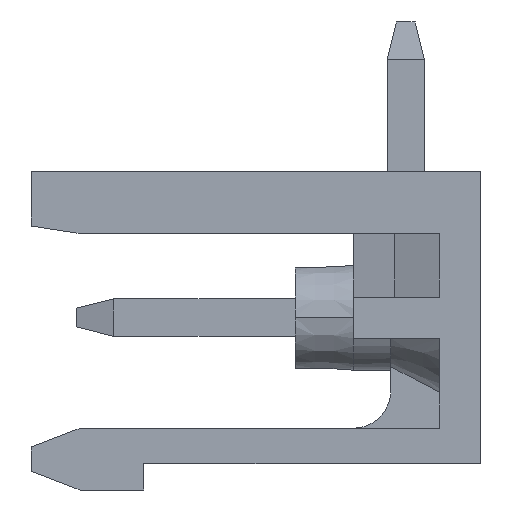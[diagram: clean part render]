
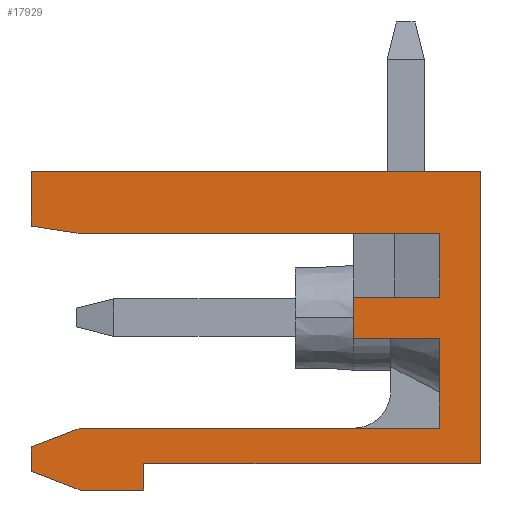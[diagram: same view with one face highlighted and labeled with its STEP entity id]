
A CAD part, left-side view. The second image highlights one B-rep face of the part: STEP entity #17929.
In plain terms, the highlighted planar face has unit normal (-1, 0, 0).
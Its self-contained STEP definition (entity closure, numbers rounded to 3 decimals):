
#856 = VERTEX_POINT('',#857);
#857 = CARTESIAN_POINT('',(-35.,12.,-7.56));
#863 = EDGE_CURVE('',#856,#864,#866,.T.);
#864 = VERTEX_POINT('',#865);
#865 = CARTESIAN_POINT('',(-35.,0.,-7.56));
#866 = LINE('',#867,#868);
#867 = CARTESIAN_POINT('',(-35.,12.,-7.56));
#868 = VECTOR('',#869,1.);
#869 = DIRECTION('',(0.,-1.,0.));
#1304 = VERTEX_POINT('',#1305);
#1305 = CARTESIAN_POINT('',(-35.,12.,-9.01));
#1311 = EDGE_CURVE('',#1304,#856,#1312,.T.);
#1312 = LINE('',#1313,#1314);
#1313 = CARTESIAN_POINT('',(-35.,12.,-16.06));
#1314 = VECTOR('',#1315,1.);
#1315 = DIRECTION('',(0.,0.,1.));
#1559 = VERTEX_POINT('',#1560);
#1560 = CARTESIAN_POINT('',(-35.,3.4,-12.01));
#1566 = EDGE_CURVE('',#1567,#1559,#1569,.T.);
#1567 = VERTEX_POINT('',#1568);
#1568 = CARTESIAN_POINT('',(-35.,3.4,-10.91));
#1569 = LINE('',#1570,#1571);
#1570 = CARTESIAN_POINT('',(-35.,3.4,-9.21));
#1571 = VECTOR('',#1572,1.);
#1572 = DIRECTION('',(0.,0.,-1.));
#2208 = VERTEX_POINT('',#2209);
#2209 = CARTESIAN_POINT('',(-35.,10.7,-14.41));
#2215 = EDGE_CURVE('',#2216,#2208,#2218,.T.);
#2216 = VERTEX_POINT('',#2217);
#2217 = CARTESIAN_POINT('',(-35.,1.1,-14.41));
#2218 = LINE('',#2219,#2220);
#2219 = CARTESIAN_POINT('',(-35.,3.4,-14.41));
#2220 = VECTOR('',#2221,1.);
#2221 = DIRECTION('',(0.,1.,0.));
#2564 = VERTEX_POINT('',#2565);
#2565 = CARTESIAN_POINT('',(-35.,9.,-16.06));
#2571 = EDGE_CURVE('',#2564,#2572,#2574,.T.);
#2572 = VERTEX_POINT('',#2573);
#2573 = CARTESIAN_POINT('',(-35.,10.7,-16.06));
#2574 = LINE('',#2575,#2576);
#2575 = CARTESIAN_POINT('',(-35.,0.,-16.06));
#2576 = VECTOR('',#2577,1.);
#2577 = DIRECTION('',(0.,1.,0.));
#2723 = VERTEX_POINT('',#2724);
#2724 = CARTESIAN_POINT('',(-35.,9.,-15.36));
#2730 = EDGE_CURVE('',#2564,#2723,#2731,.T.);
#2731 = LINE('',#2732,#2733);
#2732 = CARTESIAN_POINT('',(-35.,9.,-16.06));
#2733 = VECTOR('',#2734,1.);
#2734 = DIRECTION('',(0.,0.,1.));
#2752 = VERTEX_POINT('',#2753);
#2753 = CARTESIAN_POINT('',(-35.,0.,-15.36));
#2761 = EDGE_CURVE('',#2723,#2752,#2762,.T.);
#2762 = LINE('',#2763,#2764);
#2763 = CARTESIAN_POINT('',(-35.,9.,-15.36));
#2764 = VECTOR('',#2765,1.);
#2765 = DIRECTION('',(0.,-1.,0.));
#2944 = EDGE_CURVE('',#864,#2752,#2945,.T.);
#2945 = LINE('',#2946,#2947);
#2946 = CARTESIAN_POINT('',(-35.,0.,-7.56));
#2947 = VECTOR('',#2948,1.);
#2948 = DIRECTION('',(0.,0.,-1.));
#16107 = VERTEX_POINT('',#16108);
#16108 = CARTESIAN_POINT('',(-35.,12.,-15.56));
#16114 = EDGE_CURVE('',#16107,#16115,#16117,.T.);
#16115 = VERTEX_POINT('',#16116);
#16116 = CARTESIAN_POINT('',(-35.,12.,-14.91));
#16117 = LINE('',#16118,#16119);
#16118 = CARTESIAN_POINT('',(-35.,12.,-16.06));
#16119 = VECTOR('',#16120,1.);
#16120 = DIRECTION('',(0.,0.,1.));
#16145 = VERTEX_POINT('',#16146);
#16146 = CARTESIAN_POINT('',(-35.,10.7,-9.21));
#16154 = EDGE_CURVE('',#16145,#1304,#16155,.T.);
#16155 = LINE('',#16156,#16157);
#16156 = CARTESIAN_POINT('',(-35.,11.35,-9.11));
#16157 = VECTOR('',#16158,1.);
#16158 = DIRECTION('',(0.,0.988,0.152
    ));
#16177 = EDGE_CURVE('',#16145,#16178,#16180,.T.);
#16178 = VERTEX_POINT('',#16179);
#16179 = CARTESIAN_POINT('',(-35.,1.1,-9.21));
#16180 = LINE('',#16181,#16182);
#16181 = CARTESIAN_POINT('',(-35.,12.,-9.21));
#16182 = VECTOR('',#16183,1.);
#16183 = DIRECTION('',(0.,-1.,0.));
#16223 = EDGE_CURVE('',#1559,#16224,#16226,.T.);
#16224 = VERTEX_POINT('',#16225);
#16225 = CARTESIAN_POINT('',(-35.,1.1,-12.01));
#16226 = LINE('',#16227,#16228);
#16227 = CARTESIAN_POINT('',(-35.,3.4,-12.01));
#16228 = VECTOR('',#16229,1.);
#16229 = DIRECTION('',(0.,-1.,0.));
#16268 = EDGE_CURVE('',#2216,#16224,#16269,.T.);
#16269 = LINE('',#16270,#16271);
#16270 = CARTESIAN_POINT('',(-35.,1.1,-11.46));
#16271 = VECTOR('',#16272,1.);
#16272 = DIRECTION('',(0.,0.,1.));
#16298 = EDGE_CURVE('',#2208,#16115,#16299,.T.);
#16299 = LINE('',#16300,#16301);
#16300 = CARTESIAN_POINT('',(-35.,10.7,-14.41));
#16301 = VECTOR('',#16302,1.);
#16302 = DIRECTION('',(0.,0.933,
    -0.359));
#16320 = EDGE_CURVE('',#16107,#2572,#16321,.T.);
#16321 = LINE('',#16322,#16323);
#16322 = CARTESIAN_POINT('',(-35.,12.,-15.56));
#16323 = VECTOR('',#16324,1.);
#16324 = DIRECTION('',(0.,-0.933,
    -0.359));
#16345 = VERTEX_POINT('',#16346);
#16346 = CARTESIAN_POINT('',(-35.,1.1,-10.91));
#16352 = EDGE_CURVE('',#16345,#16178,#16353,.T.);
#16353 = LINE('',#16354,#16355);
#16354 = CARTESIAN_POINT('',(-35.,1.1,-11.46));
#16355 = VECTOR('',#16356,1.);
#16356 = DIRECTION('',(0.,0.,1.));
#16373 = EDGE_CURVE('',#16345,#1567,#16374,.T.);
#16374 = LINE('',#16375,#16376);
#16375 = CARTESIAN_POINT('',(-35.,1.7,-10.91));
#16376 = VECTOR('',#16377,1.);
#16377 = DIRECTION('',(0.,1.,0.));
#17929 = ADVANCED_FACE('',(#17930),#17949,.T.);
#17930 = FACE_BOUND('',#17931,.T.);
#17931 = EDGE_LOOP('',(#17932,#17933,#17934,#17935,#17936,#17937,#17938,
    #17939,#17940,#17941,#17942,#17943,#17944,#17945,#17946,#17947,
    #17948));
#17932 = ORIENTED_EDGE('',*,*,#2215,.T.);
#17933 = ORIENTED_EDGE('',*,*,#16298,.T.);
#17934 = ORIENTED_EDGE('',*,*,#16114,.F.);
#17935 = ORIENTED_EDGE('',*,*,#16320,.T.);
#17936 = ORIENTED_EDGE('',*,*,#2571,.F.);
#17937 = ORIENTED_EDGE('',*,*,#2730,.T.);
#17938 = ORIENTED_EDGE('',*,*,#2761,.T.);
#17939 = ORIENTED_EDGE('',*,*,#2944,.F.);
#17940 = ORIENTED_EDGE('',*,*,#863,.F.);
#17941 = ORIENTED_EDGE('',*,*,#1311,.F.);
#17942 = ORIENTED_EDGE('',*,*,#16154,.F.);
#17943 = ORIENTED_EDGE('',*,*,#16177,.T.);
#17944 = ORIENTED_EDGE('',*,*,#16352,.F.);
#17945 = ORIENTED_EDGE('',*,*,#16373,.T.);
#17946 = ORIENTED_EDGE('',*,*,#1566,.T.);
#17947 = ORIENTED_EDGE('',*,*,#16223,.T.);
#17948 = ORIENTED_EDGE('',*,*,#16268,.F.);
#17949 = PLANE('',#17950);
#17950 = AXIS2_PLACEMENT_3D('',#17951,#17952,#17953);
#17951 = CARTESIAN_POINT('',(-35.,1.,-3.81));
#17952 = DIRECTION('',(-1.,0.,0.));
#17953 = DIRECTION('',(0.,1.,0.));
